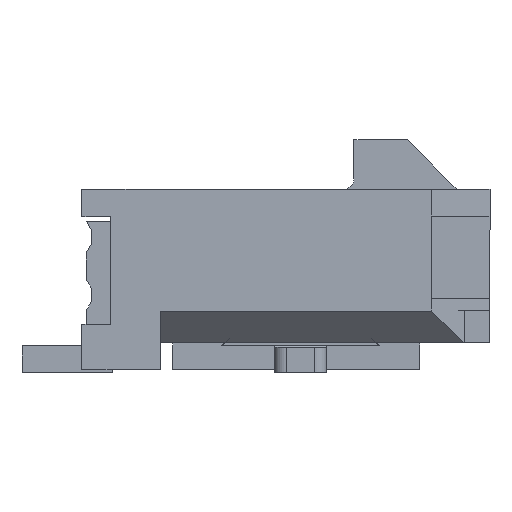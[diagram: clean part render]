
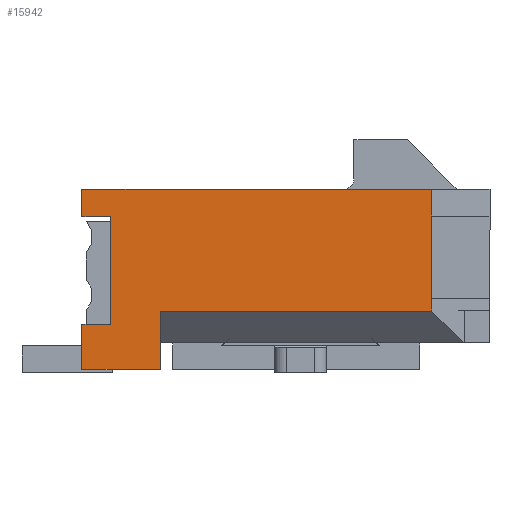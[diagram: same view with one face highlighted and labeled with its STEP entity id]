
A CAD part, front view. The second image highlights one B-rep face of the part: STEP entity #15942.
In plain terms, the highlighted face is planar.
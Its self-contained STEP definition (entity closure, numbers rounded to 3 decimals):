
#1417=ORIENTED_EDGE('',*,*,#4214,.T.);
#1418=ORIENTED_EDGE('',*,*,#4200,.T.);
#1419=ORIENTED_EDGE('',*,*,#4187,.T.);
#1420=ORIENTED_EDGE('',*,*,#3827,.T.);
#1421=ORIENTED_EDGE('',*,*,#4286,.F.);
#1422=ORIENTED_EDGE('',*,*,#3820,.T.);
#1423=ORIENTED_EDGE('',*,*,#4299,.F.);
#1424=ORIENTED_EDGE('',*,*,#4300,.F.);
#1425=ORIENTED_EDGE('',*,*,#4301,.F.);
#1426=ORIENTED_EDGE('',*,*,#4302,.T.);
#1427=ORIENTED_EDGE('',*,*,#3804,.T.);
#1428=ORIENTED_EDGE('',*,*,#4197,.T.);
#3804=EDGE_CURVE('',#5400,#5399,#6523,.T.);
#3820=EDGE_CURVE('',#5412,#5411,#6539,.T.);
#3827=EDGE_CURVE('',#5418,#5417,#6546,.T.);
#4187=EDGE_CURVE('',#5648,#5418,#6906,.T.);
#4197=EDGE_CURVE('',#5399,#5651,#6916,.T.);
#4200=EDGE_CURVE('',#5652,#5648,#6919,.T.);
#4214=EDGE_CURVE('',#5651,#5652,#6933,.T.);
#4286=EDGE_CURVE('',#5412,#5417,#7005,.T.);
#4299=EDGE_CURVE('',#5702,#5411,#7018,.T.);
#4300=EDGE_CURVE('',#5701,#5702,#7019,.T.);
#4301=EDGE_CURVE('',#5703,#5701,#7020,.T.);
#4302=EDGE_CURVE('',#5703,#5400,#7021,.T.);
#5399=VERTEX_POINT('',#20741);
#5400=VERTEX_POINT('',#20743);
#5411=VERTEX_POINT('',#20774);
#5412=VERTEX_POINT('',#20776);
#5417=VERTEX_POINT('',#20789);
#5418=VERTEX_POINT('',#20791);
#5648=VERTEX_POINT('',#21511);
#5651=VERTEX_POINT('',#21528);
#5652=VERTEX_POINT('',#21532);
#5701=VERTEX_POINT('',#21716);
#5702=VERTEX_POINT('',#21720);
#5703=VERTEX_POINT('',#21723);
#6523=LINE('',#20742,#8156);
#6539=LINE('',#20775,#8172);
#6546=LINE('',#20790,#8179);
#6906=LINE('',#21510,#8539);
#6916=LINE('',#21529,#8549);
#6919=LINE('',#21535,#8552);
#6933=LINE('',#21561,#8566);
#7005=LINE('',#21698,#8638);
#7018=LINE('',#21719,#8651);
#7019=LINE('',#21721,#8652);
#7020=LINE('',#21722,#8653);
#7021=LINE('',#21724,#8654);
#8156=VECTOR('',#17568,1000.);
#8172=VECTOR('',#17594,1000.);
#8179=VECTOR('',#17605,1000.);
#8539=VECTOR('',#18225,1000.);
#8549=VECTOR('',#18245,1000.);
#8552=VECTOR('',#18250,1000.);
#8566=VECTOR('',#18276,1000.);
#8638=VECTOR('',#18400,1000.);
#8651=VECTOR('',#18423,1000.);
#8652=VECTOR('',#18424,1000.);
#8653=VECTOR('',#18425,1000.);
#8654=VECTOR('',#18426,1000.);
#9679=EDGE_LOOP('',(#1417,#1418,#1419,#1420,#1421,#1422,#1423,#1424,#1425,
#1426,#1427,#1428));
#10330=FACE_BOUND('',#9679,.T.);
#10970=PLANE('',#16576);
#15942=ADVANCED_FACE('',(#10330),#10970,.T.);
#16576=AXIS2_PLACEMENT_3D('',#21718,#18421,#18422);
#17568=DIRECTION('',(0.,0.,-1.));
#17594=DIRECTION('',(0.,-1.,0.));
#17605=DIRECTION('',(0.,-1.,0.));
#18225=DIRECTION('',(0.,0.,-1.));
#18245=DIRECTION('',(0.,-1.,0.));
#18250=DIRECTION('',(0.,1.,0.));
#18276=DIRECTION('',(0.,0.,-1.));
#18400=DIRECTION('',(0.,0.,-1.));
#18421=DIRECTION('',(-1.,0.,0.));
#18422=DIRECTION('',(0.,0.,1.));
#18423=DIRECTION('',(0.,0.,-1.));
#18424=DIRECTION('',(0.,0.,-1.));
#18425=DIRECTION('',(0.,0.,-1.));
#18426=DIRECTION('',(0.,1.,0.));
#20741=CARTESIAN_POINT('',(-16.825,4.95,1.515));
#20742=CARTESIAN_POINT('',(-16.825,4.95,2.185));
#20743=CARTESIAN_POINT('',(-16.825,4.95,2.185));
#20774=CARTESIAN_POINT('',(-16.825,-3.536,-0.771));
#20775=CARTESIAN_POINT('',(-16.825,3.05,-0.771));
#20776=CARTESIAN_POINT('',(-16.825,3.05,-0.771));
#20789=CARTESIAN_POINT('',(-16.825,3.05,-2.185));
#20790=CARTESIAN_POINT('',(-16.825,4.95,-2.185));
#20791=CARTESIAN_POINT('',(-16.825,4.95,-2.185));
#21510=CARTESIAN_POINT('',(-16.825,4.95,2.185));
#21511=CARTESIAN_POINT('',(-16.825,4.95,-1.085));
#21528=CARTESIAN_POINT('',(-16.825,4.25,1.515));
#21529=CARTESIAN_POINT('',(-16.825,0.,1.515));
#21532=CARTESIAN_POINT('',(-16.825,4.25,-1.085));
#21535=CARTESIAN_POINT('',(-16.825,0.,-1.085));
#21561=CARTESIAN_POINT('',(-16.825,4.25,0.));
#21698=CARTESIAN_POINT('',(-16.825,3.05,-2.185));
#21716=CARTESIAN_POINT('',(-16.825,-3.536,1.535));
#21718=CARTESIAN_POINT('',(-16.825,0.,0.));
#21719=CARTESIAN_POINT('',(-16.825,-3.536,0.));
#21720=CARTESIAN_POINT('',(-16.825,-3.536,-0.465));
#21721=CARTESIAN_POINT('',(-16.825,-3.536,1.535));
#21722=CARTESIAN_POINT('',(-16.825,-3.536,0.));
#21723=CARTESIAN_POINT('',(-16.825,-3.536,2.185));
#21724=CARTESIAN_POINT('',(-16.825,-4.95,2.185));
